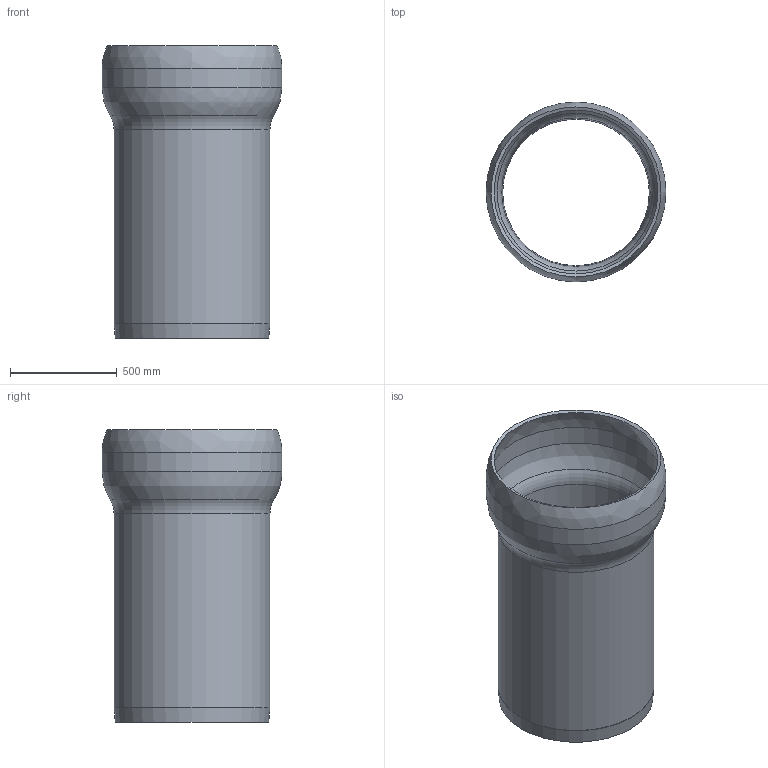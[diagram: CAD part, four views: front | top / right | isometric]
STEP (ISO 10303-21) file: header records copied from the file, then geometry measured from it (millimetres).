
FILE_DESCRIPTION(/* description */ (''),/* implementation_level */ '2;1');
FILE_NAME(/* name */ '15587.070X_3D.stp',/* time_stamp */ '2024-12-12T06:54:49+01:00',/* author */ ('CAD'),/* organization */ (''),/* preprocessor_version */ 'ST-DEVELOPER v20',/* originating_system */ 'AutoCAD Mechanical',/* authorisation */ '');
FILE_SCHEMA (('AUTOMOTIVE_DESIGN { 1 0 10303 214 3 1 1 }'));
Length unit declared in the file: centimetre
Products named in the file (2): Product; *S0
Assembly tree (1 placements, depth 2):
  Product
    *S0
Bounding box: 842 x 842 x 1370 mm (x, y, z)
Volume: 51191624.2 mm3; surface area: 6470950.9 mm2
Topology: 1 solids, 1 shells, 16 faces, 42 edges, 26 vertices
Faces by surface type: cylinder 4, torus 4, cone 4, bspline 4
Full cylindrical faces by diameter (mm): 698 x1, 730 x1, 810 x1, 842 x1
Entity records: 662 total; most frequent: CARTESIAN_POINT 193, DIRECTION 106, ORIENTED_EDGE 84, AXIS2_PLACEMENT_3D 49, EDGE_CURVE 42, CIRCLE 34, VERTEX_POINT 28, EDGE_LOOP 18
